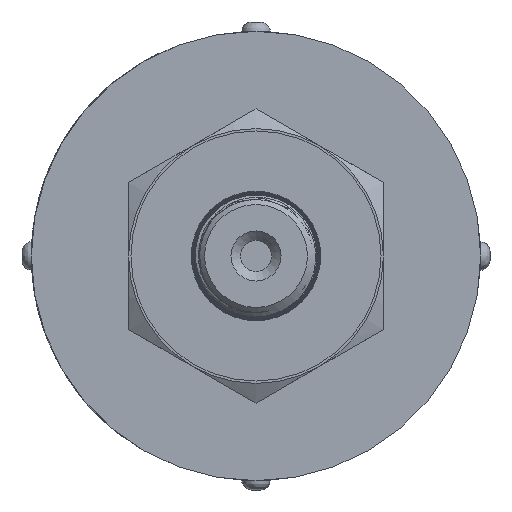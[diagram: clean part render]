
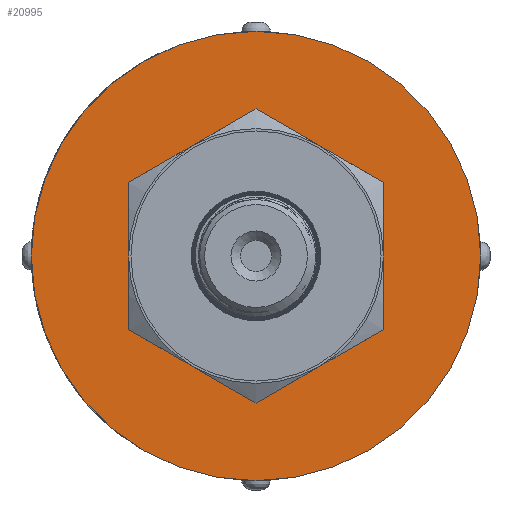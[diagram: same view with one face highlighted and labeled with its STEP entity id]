
A CAD part, left-side view. The second image highlights one B-rep face of the part: STEP entity #20995.
In plain terms, the highlighted face is planar.
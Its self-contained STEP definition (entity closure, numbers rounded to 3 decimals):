
#381=FACE_BOUND('',#2783,.T.);
#1053=PLANE('',#22377);
#1552=FACE_OUTER_BOUND('',#2782,.T.);
#2782=EDGE_LOOP('',(#14886));
#2783=EDGE_LOOP('',(#14887));
#4030=CIRCLE('',#22376,13.25);
#4031=CIRCLE('',#22378,23.813);
#8918=VERTEX_POINT('',#35784);
#8919=VERTEX_POINT('',#35788);
#11234=EDGE_CURVE('',#8918,#8918,#4030,.T.);
#11235=EDGE_CURVE('',#8919,#8919,#4031,.T.);
#14886=ORIENTED_EDGE('',*,*,#11235,.F.);
#14887=ORIENTED_EDGE('',*,*,#11234,.T.);
#20995=ADVANCED_FACE('',(#1552,#381),#1053,.T.);
#22376=AXIS2_PLACEMENT_3D('',#35786,#23833,#23834);
#22377=AXIS2_PLACEMENT_3D('',#35787,#23835,#23836);
#22378=AXIS2_PLACEMENT_3D('',#35789,#23837,#23838);
#23833=DIRECTION('center_axis',(-1.,0.,0.));
#23834=DIRECTION('ref_axis',(0.,0.,
1.));
#23835=DIRECTION('center_axis',(1.,0.,0.));
#23836=DIRECTION('ref_axis',(0.,0.,
-1.));
#23837=DIRECTION('center_axis',(-1.,0.,0.));
#23838=DIRECTION('ref_axis',(0.,0.,
1.));
#35784=CARTESIAN_POINT('',(34.,-13.25,0.));
#35786=CARTESIAN_POINT('Origin',(34.,0.,0.));
#35787=CARTESIAN_POINT('Origin',(34.,23.813,0.));
#35788=CARTESIAN_POINT('',(34.,-23.813,0.));
#35789=CARTESIAN_POINT('Origin',(34.,0.,0.));
